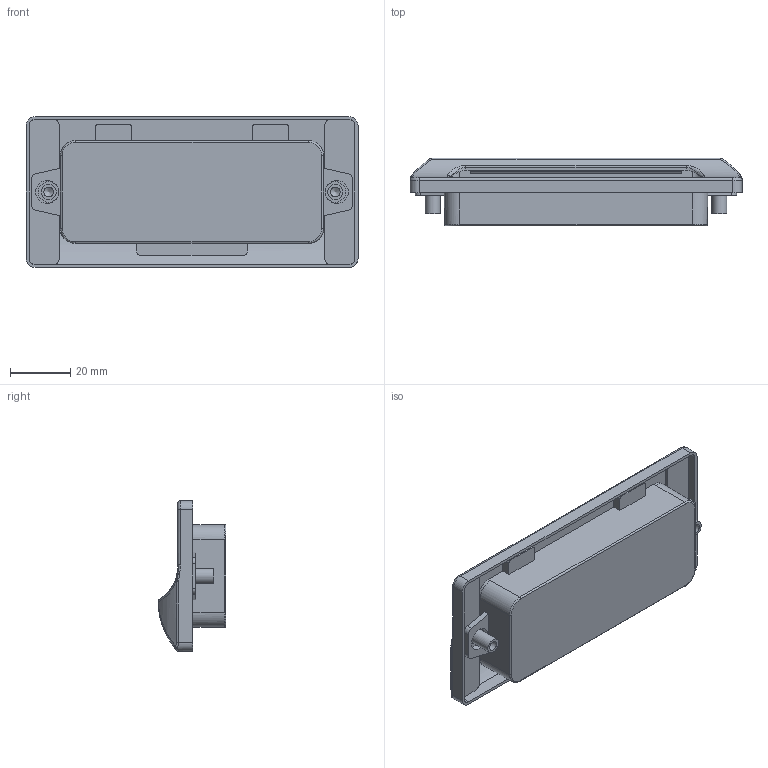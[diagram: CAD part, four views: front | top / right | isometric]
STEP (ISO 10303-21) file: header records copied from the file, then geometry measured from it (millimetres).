
FILE_DESCRIPTION(/* description */ (''),/* implementation_level */ '2;1');
FILE_NAME(/* name */ 'DR_A-MS12.stp',/* time_stamp */ '2017-07-18T10:43:45+09:00',/* author */ ('user'),/* organization */ (''),/* preprocessor_version */ 'ST-DEVELOPER v15.6',/* originating_system */ 'Autodesk Inventor 2015',/* authorisation */ '');
FILE_SCHEMA (('AUTOMOTIVE_DESIGN { 1 0 10303 214 3 1 1 }'));
Length unit declared in the file: millimetre
Products named in the file (1): DR_A-MS12
Bounding box: 110 x 22.49 x 50 mm (x, y, z)
Volume: 21758.4 mm3; surface area: 28737.8 mm2
Topology: 3 solids, 3 shells, 202 faces, 512 edges, 321 vertices
Faces by surface type: plane 80, cylinder 75, bspline 35, torus 6, sphere 4, cone 2
Full cylindrical faces by diameter (mm): 3.242 x2, 5 x2, 6.8 x2, 7.7 x2
Entity records: 8025 total; most frequent: CARTESIAN_POINT 3337, ORIENTED_EDGE 998, DIRECTION 910, EDGE_CURVE 498, AXIS2_PLACEMENT_3D 321, VERTEX_POINT 317, LINE 268, VECTOR 268
